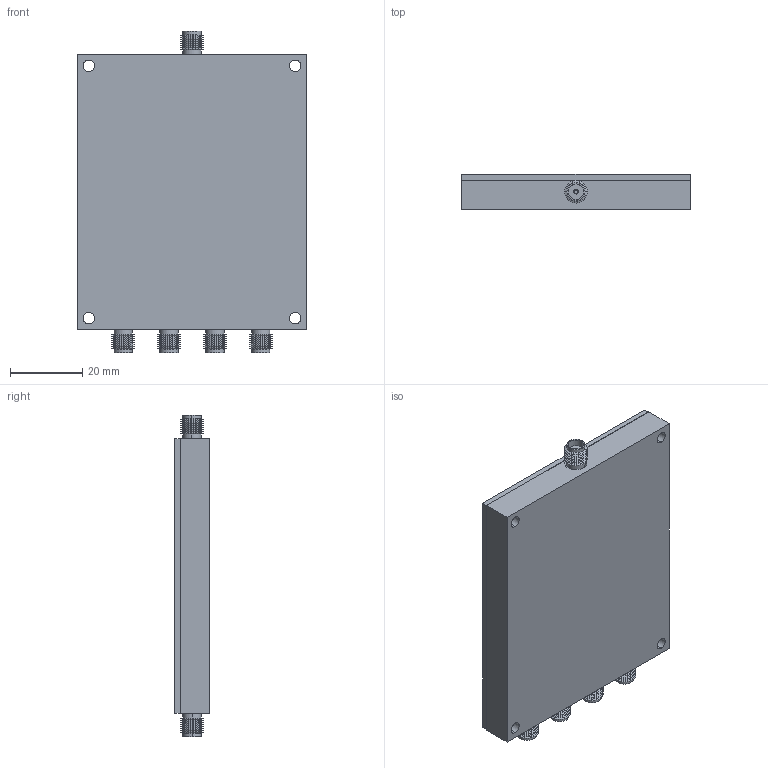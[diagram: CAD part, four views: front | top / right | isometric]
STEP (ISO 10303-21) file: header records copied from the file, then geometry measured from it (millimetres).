
FILE_DESCRIPTION (( 'STEP AP214' ), '1' );
FILE_NAME ('DMS 404_C.STEP', '2022-07-28T16:35:46', ( '' ), ( '' ), 'SwSTEP 2.0', 'SolidWorks 2021', '' );
FILE_SCHEMA (( 'AUTOMOTIVE_DESIGN' ));
Length unit declared in the file: inch
Products named in the file (1): DMS 404_C
Bounding box: 63.5 x 9.65 x 89 mm (x, y, z)
Volume: 46912.6 mm3; surface area: 25450.2 mm2
Topology: 17 solids, 17 shells, 1059 faces, 2658 edges, 1682 vertices
Faces by surface type: cylinder 565, plane 283, cone 180, bspline 31
Entity records: 40002 total; most frequent: CARTESIAN_POINT 7405, DIRECTION 5894, ORIENTED_EDGE 5316, EDGE_CURVE 2658, AXIS2_PLACEMENT_3D 2279, VERTEX_POINT 1682, LINE 1336, VECTOR 1336
